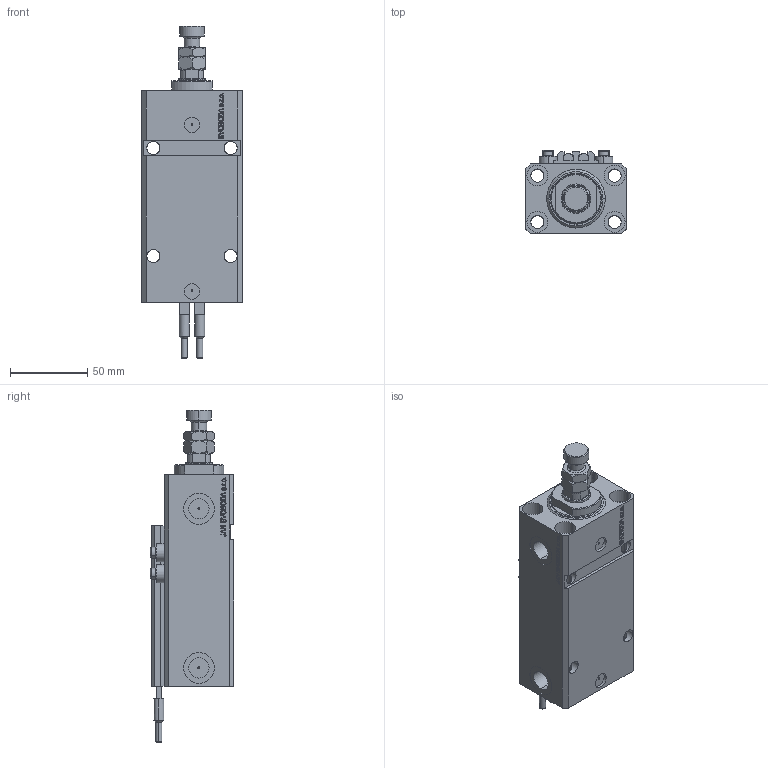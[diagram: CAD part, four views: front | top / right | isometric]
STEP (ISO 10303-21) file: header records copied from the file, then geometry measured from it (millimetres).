
FILE_DESCRIPTION (( 'STEP AP203' ), '1' );
FILE_NAME ('6302.STEP', '2024-03-19T12:39:30', ( '' ), ( '' ), 'SwSTEP 2.0', 'SolidWorks 2019', '' );
FILE_SCHEMA (( 'CONFIG_CONTROL_DESIGN' ));
Length unit declared in the file: millimetre
Products named in the file (7): V250CE_C_VCP f8bc1eab23fe86bfdc9578f27f94eae8; SWITCH_V250CE f8bc1eab23fe86bfdc9578f27f94eae8; V250CE_VC_E f8bc1eab23fe86bfdc9578f27f94eae8; 6302; MFA f8bc1eab23fe86bfdc9578f27f94eae8; ALLEN BOLT V250CE f8bc1eab23fe86bfdc9578f27f94eae8; V250CE_E_Body f8bc1eab23fe86bfdc9578f27f94eae8
Assembly tree (10 placements, depth 2):
  6302
    V250CE_E_Body f8bc1eab23fe86bfdc9578f27f94eae8
    ALLEN BOLT V250CE f8bc1eab23fe86bfdc9578f27f94eae8  x4
    V250CE_C_VCP f8bc1eab23fe86bfdc9578f27f94eae8
    V250CE_VC_E f8bc1eab23fe86bfdc9578f27f94eae8
    MFA f8bc1eab23fe86bfdc9578f27f94eae8
    SWITCH_V250CE f8bc1eab23fe86bfdc9578f27f94eae8  x2
Bounding box: 65 x 54 x 215 mm (x, y, z)
Volume: 355876.1 mm3; surface area: 99497.6 mm2
Topology: 11 solids, 11 shells, 1207 faces, 2969 edges, 1894 vertices
Faces by surface type: plane 563, bspline 360, cylinder 174, cone 88, torus 22
Entity records: 50699 total; most frequent: CARTESIAN_POINT 25933, ORIENTED_EDGE 5520, DIRECTION 3750, EDGE_CURVE 2760, VERTEX_POINT 1780, VECTOR 1604, LINE 1604, EDGE_LOOP 1252
